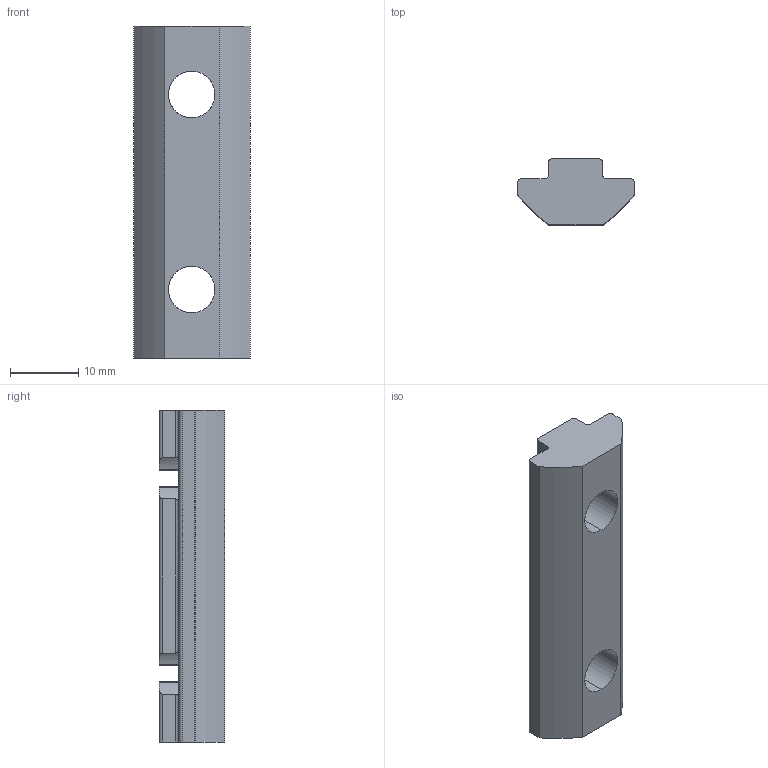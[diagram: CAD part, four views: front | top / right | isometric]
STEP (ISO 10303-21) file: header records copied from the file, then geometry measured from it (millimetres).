
FILE_DESCRIPTION (( 'STEP AP214' ), '1' );
FILE_NAME ('096060s54.STEP', '2014-08-18T09:51:25', ( '' ), ( '' ), 'SwSTEP 2.0', 'SolidWorks 2014', '' );
FILE_SCHEMA (( 'AUTOMOTIVE_DESIGN' ));
Length unit declared in the file: millimetre
Products named in the file (1): 096060s54
Bounding box: 17 x 9.6 x 48.5 mm (x, y, z)
Volume: 5029.2 mm3; surface area: 2725.9 mm2
Topology: 1 solids, 1 shells, 46 faces, 138 edges, 92 vertices
Faces by surface type: cylinder 30, plane 16
Entity records: 1762 total; most frequent: CARTESIAN_POINT 411, ORIENTED_EDGE 276, DIRECTION 268, EDGE_CURVE 138, AXIS2_PLACEMENT_3D 99, VERTEX_POINT 92, LINE 70, VECTOR 70
